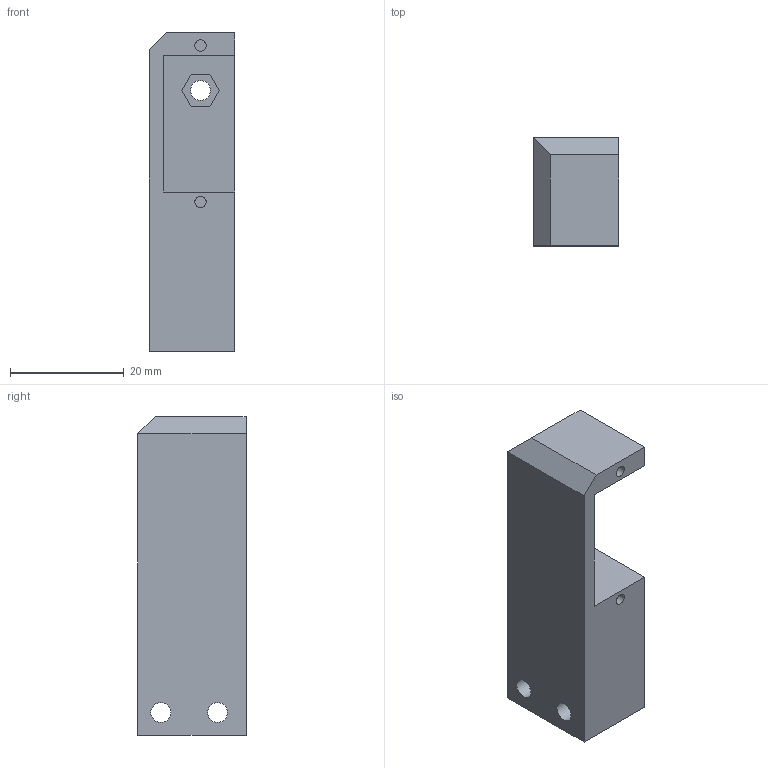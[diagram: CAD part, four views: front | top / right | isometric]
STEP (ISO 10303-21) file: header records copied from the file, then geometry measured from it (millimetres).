
FILE_DESCRIPTION(('FreeCAD Model'),'2;1');
FILE_NAME('rightArm.step','2016-02-24T11:14:15',( 'Author'),(''),'Open CASCADE STEP processor 6.8','FreeCAD','Unknown' );
FILE_SCHEMA(('AUTOMOTIVE_DESIGN_CC2 { 1 2 10303 214 -1 1 5 4 }'));
Length unit declared in the file: millimetre
Products named in the file (1): Clone_of_arm001
Bounding box: 15 x 19 x 56 mm (x, y, z)
Volume: 10734.6 mm3; surface area: 5219.9 mm2
Topology: 1 solids, 1 shells, 32 faces, 86 edges, 57 vertices
Faces by surface type: plane 26, cylinder 6
Full cylindrical faces by diameter (mm): 2 x2, 3.5 x3
Entity records: 2192 total; most frequent: CARTESIAN_POINT 426, DIRECTION 327, LINE 226, VECTOR 226, ORIENTED_EDGE 172, PCURVE 172, DEFINITIONAL_REPRESENTATION 172, EDGE_CURVE 86
